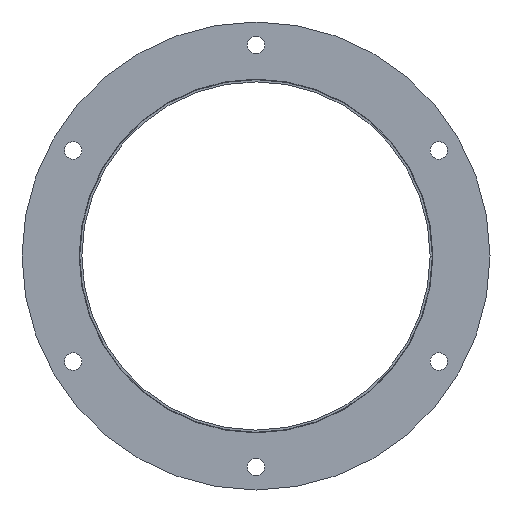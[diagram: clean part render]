
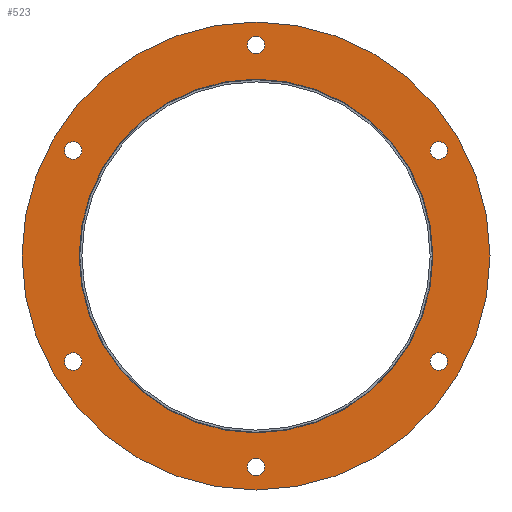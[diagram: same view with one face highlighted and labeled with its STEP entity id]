
A CAD part, front view. The second image highlights one B-rep face of the part: STEP entity #523.
In plain terms, the highlighted face is planar.
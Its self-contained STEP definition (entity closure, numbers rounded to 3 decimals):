
#27=FACE_BOUND('',#136,.T.);
#28=FACE_BOUND('',#137,.T.);
#29=FACE_BOUND('',#138,.T.);
#30=FACE_BOUND('',#139,.T.);
#31=FACE_BOUND('',#140,.T.);
#32=FACE_BOUND('',#141,.T.);
#33=FACE_BOUND('',#142,.T.);
#95=FACE_OUTER_BOUND('',#135,.T.);
#135=EDGE_LOOP('',(#439));
#136=EDGE_LOOP('',(#440));
#137=EDGE_LOOP('',(#441));
#138=EDGE_LOOP('',(#442));
#139=EDGE_LOOP('',(#443));
#140=EDGE_LOOP('',(#444));
#141=EDGE_LOOP('',(#445));
#142=EDGE_LOOP('',(#446));
#171=CIRCLE('',#572,81.25);
#173=CIRCLE('',#575,4.);
#175=CIRCLE('',#578,4.);
#177=CIRCLE('',#581,4.);
#179=CIRCLE('',#584,4.);
#181=CIRCLE('',#587,4.);
#183=CIRCLE('',#590,4.);
#185=CIRCLE('',#593,107.5);
#259=VERTEX_POINT('',#863);
#261=VERTEX_POINT('',#868);
#263=VERTEX_POINT('',#873);
#265=VERTEX_POINT('',#878);
#267=VERTEX_POINT('',#883);
#269=VERTEX_POINT('',#888);
#271=VERTEX_POINT('',#893);
#273=VERTEX_POINT('',#898);
#319=EDGE_CURVE('',#259,#259,#171,.T.);
#321=EDGE_CURVE('',#261,#261,#173,.T.);
#323=EDGE_CURVE('',#263,#263,#175,.T.);
#325=EDGE_CURVE('',#265,#265,#177,.T.);
#327=EDGE_CURVE('',#267,#267,#179,.T.);
#329=EDGE_CURVE('',#269,#269,#181,.T.);
#331=EDGE_CURVE('',#271,#271,#183,.T.);
#333=EDGE_CURVE('',#273,#273,#185,.T.);
#439=ORIENTED_EDGE('',*,*,#333,.F.);
#440=ORIENTED_EDGE('',*,*,#319,.T.);
#441=ORIENTED_EDGE('',*,*,#321,.T.);
#442=ORIENTED_EDGE('',*,*,#323,.T.);
#443=ORIENTED_EDGE('',*,*,#325,.T.);
#444=ORIENTED_EDGE('',*,*,#327,.T.);
#445=ORIENTED_EDGE('',*,*,#329,.T.);
#446=ORIENTED_EDGE('',*,*,#331,.T.);
#467=PLANE('',#595);
#523=ADVANCED_FACE('',(#95,#27,#28,#29,#30,#31,#32,#33),#467,.F.);
#572=AXIS2_PLACEMENT_3D('',#864,#714,#715);
#575=AXIS2_PLACEMENT_3D('',#869,#720,#721);
#578=AXIS2_PLACEMENT_3D('',#874,#726,#727);
#581=AXIS2_PLACEMENT_3D('',#879,#732,#733);
#584=AXIS2_PLACEMENT_3D('',#884,#738,#739);
#587=AXIS2_PLACEMENT_3D('',#889,#744,#745);
#590=AXIS2_PLACEMENT_3D('',#894,#750,#751);
#593=AXIS2_PLACEMENT_3D('',#899,#756,#757);
#595=AXIS2_PLACEMENT_3D('',#902,#760,#761);
#714=DIRECTION('center_axis',(0.,0.,-1.));
#715=DIRECTION('ref_axis',(-1.,0.,0.));
#720=DIRECTION('center_axis',(0.,0.,-1.));
#721=DIRECTION('ref_axis',(-1.,0.,0.));
#726=DIRECTION('center_axis',(0.,0.,-1.));
#727=DIRECTION('ref_axis',(-1.,0.,0.));
#732=DIRECTION('center_axis',(0.,0.,-1.));
#733=DIRECTION('ref_axis',(-1.,0.,0.));
#738=DIRECTION('center_axis',(0.,0.,-1.));
#739=DIRECTION('ref_axis',(-1.,0.,0.));
#744=DIRECTION('center_axis',(0.,0.,-1.));
#745=DIRECTION('ref_axis',(-1.,0.,0.));
#750=DIRECTION('center_axis',(0.,0.,-1.));
#751=DIRECTION('ref_axis',(-1.,0.,0.));
#756=DIRECTION('center_axis',(0.,0.,-1.));
#757=DIRECTION('ref_axis',(-1.,0.,0.));
#760=DIRECTION('center_axis',(0.,0.,-1.));
#761=DIRECTION('ref_axis',(-1.,0.,0.));
#863=CARTESIAN_POINT('',(81.25,0.,4.));
#864=CARTESIAN_POINT('Origin',(0.,0.,4.));
#868=CARTESIAN_POINT('',(88.004,48.5,4.));
#869=CARTESIAN_POINT('Origin',(84.004,48.5,4.));
#873=CARTESIAN_POINT('',(88.004,-48.5,4.));
#874=CARTESIAN_POINT('Origin',(84.004,-48.5,4.));
#878=CARTESIAN_POINT('',(4.,-97.,4.));
#879=CARTESIAN_POINT('Origin',(0.,-97.,4.));
#883=CARTESIAN_POINT('',(-80.004,-48.5,4.));
#884=CARTESIAN_POINT('Origin',(-84.004,-48.5,4.));
#888=CARTESIAN_POINT('',(-80.004,48.5,4.));
#889=CARTESIAN_POINT('Origin',(-84.004,48.5,4.));
#893=CARTESIAN_POINT('',(4.,97.,4.));
#894=CARTESIAN_POINT('Origin',(0.,97.,4.));
#898=CARTESIAN_POINT('',(107.5,0.,4.));
#899=CARTESIAN_POINT('Origin',(0.,0.,4.));
#902=CARTESIAN_POINT('Origin',(0.,0.,4.));
